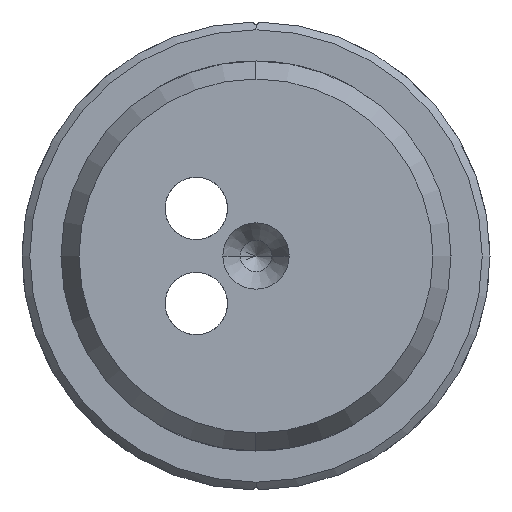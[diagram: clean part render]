
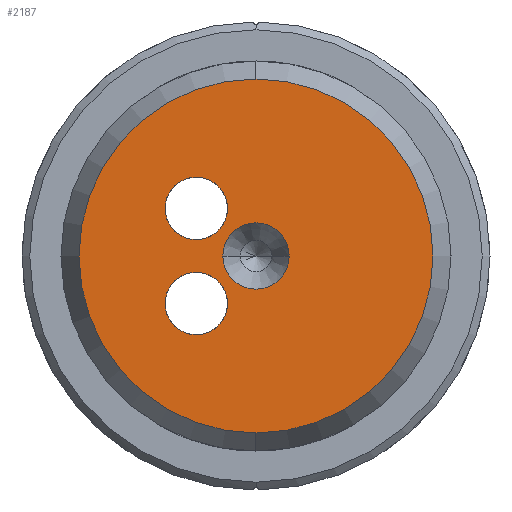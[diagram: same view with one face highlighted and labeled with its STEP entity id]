
A CAD part, left-side view. The second image highlights one B-rep face of the part: STEP entity #2187.
In plain terms, the highlighted planar face has unit normal (-1, 0, 0).
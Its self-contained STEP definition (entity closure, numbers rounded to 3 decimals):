
#158 = VERTEX_POINT ( 'NONE', #2858 ) ;
#181 = CIRCLE ( 'NONE', #2586, 2. ) ;
#207 = FACE_BOUND ( 'NONE', #1932, .T. ) ;
#235 = DIRECTION ( 'NONE',  ( 0., 0., -1. ) ) ;
#351 = AXIS2_PLACEMENT_3D ( 'NONE', #876, #2082, #3275 ) ;
#370 = VERTEX_POINT ( 'NONE', #3586 ) ;
#422 = AXIS2_PLACEMENT_3D ( 'NONE', #2602, #3789, #1111 ) ;
#431 = ORIENTED_EDGE ( 'NONE', *, *, #756, .F. ) ;
#441 = DIRECTION ( 'NONE',  ( -1., 0., 0. ) ) ;
#461 = CARTESIAN_POINT ( 'NONE',  ( -129., 3.828, 1.05 ) ) ;
#482 = CIRCLE ( 'NONE', #1743, 2. ) ;
#497 = FACE_BOUND ( 'NONE', #3415, .T. ) ;
#517 = ORIENTED_EDGE ( 'NONE', *, *, #3423, .T. ) ;
#610 = AXIS2_PLACEMENT_3D ( 'NONE', #1189, #1516, #2714 ) ;
#673 = CIRCLE ( 'NONE', #610, 2. ) ;
#683 = DIRECTION ( 'NONE',  ( 0., 0., -1. ) ) ;
#692 = DIRECTION ( 'NONE',  ( 1., 0., 0. ) ) ;
#742 = EDGE_CURVE ( 'NONE', #1702, #370, #1422, .T. ) ;
#756 = EDGE_CURVE ( 'NONE', #3631, #2573, #1347, .T. ) ;
#876 = CARTESIAN_POINT ( 'NONE',  ( -129., 0., 0. ) ) ;
#887 = DIRECTION ( 'NONE',  ( 1., 0., 0. ) ) ;
#1111 = DIRECTION ( 'NONE',  ( 0., 0., -1. ) ) ;
#1189 = CARTESIAN_POINT ( 'NONE',  ( -129., 3.828, -3.05 ) ) ;
#1202 = ORIENTED_EDGE ( 'NONE', *, *, #2612, .T. ) ;
#1206 = EDGE_LOOP ( 'NONE', ( #3732, #2826 ) ) ;
#1284 = AXIS2_PLACEMENT_3D ( 'NONE', #1724, #2930, #235 ) ;
#1288 = AXIS2_PLACEMENT_3D ( 'NONE', #1437, #2630, #3817 ) ;
#1347 = CIRCLE ( 'NONE', #1288, 2. ) ;
#1402 = PLANE ( 'NONE',  #422 ) ;
#1422 = CIRCLE ( 'NONE', #1284, 11.345 ) ;
#1434 = CIRCLE ( 'NONE', #3617, 2.125 ) ;
#1437 = CARTESIAN_POINT ( 'NONE',  ( -129., 3.828, -3.05 ) ) ;
#1516 = DIRECTION ( 'NONE',  ( -1., 0., 0. ) ) ;
#1539 = ORIENTED_EDGE ( 'NONE', *, *, #2698, .T. ) ;
#1576 = CARTESIAN_POINT ( 'NONE',  ( -129., 2.125, 0. ) ) ;
#1578 = EDGE_CURVE ( 'NONE', #158, #3105, #3360, .T. ) ;
#1641 = DIRECTION ( 'NONE',  ( 0., 0., -1. ) ) ;
#1700 = FACE_BOUND ( 'NONE', #2024, .T. ) ;
#1702 = VERTEX_POINT ( 'NONE', #2487 ) ;
#1724 = CARTESIAN_POINT ( 'NONE',  ( -129., 0., 0. ) ) ;
#1743 = AXIS2_PLACEMENT_3D ( 'NONE', #3677, #692, #1898 ) ;
#1898 = DIRECTION ( 'NONE',  ( 0., 0., -1. ) ) ;
#1932 = EDGE_LOOP ( 'NONE', ( #3802, #1202 ) ) ;
#1936 = AXIS2_PLACEMENT_3D ( 'NONE', #3139, #441, #1641 ) ;
#2024 = EDGE_LOOP ( 'NONE', ( #517, #1539 ) ) ;
#2082 = DIRECTION ( 'NONE',  ( 1., 0., 0. ) ) ;
#2093 = DIRECTION ( 'NONE',  ( 0., 1., 0. ) ) ;
#2185 = CARTESIAN_POINT ( 'NONE',  ( -129., 3.828, 3.05 ) ) ;
#2187 = ADVANCED_FACE ( 'NONE', ( #497, #1700, #2904, #207 ), #1402, .F. ) ;
#2248 = CIRCLE ( 'NONE', #1936, 11.345 ) ;
#2487 = CARTESIAN_POINT ( 'NONE',  ( -129., 0., 11.345 ) ) ;
#2573 = VERTEX_POINT ( 'NONE', #3561 ) ;
#2586 = AXIS2_PLACEMENT_3D ( 'NONE', #2185, #3380, #683 ) ;
#2602 = CARTESIAN_POINT ( 'NONE',  ( -129., 12.5, 0. ) ) ;
#2612 = EDGE_CURVE ( 'NONE', #3105, #158, #1434, .T. ) ;
#2630 = DIRECTION ( 'NONE',  ( -1., 0., 0. ) ) ;
#2691 = CARTESIAN_POINT ( 'NONE',  ( -129., 3.828, 5.05 ) ) ;
#2698 = EDGE_CURVE ( 'NONE', #3342, #3831, #482, .T. ) ;
#2714 = DIRECTION ( 'NONE',  ( 0., 0., 1. ) ) ;
#2732 = EDGE_CURVE ( 'NONE', #370, #1702, #2248, .T. ) ;
#2826 = ORIENTED_EDGE ( 'NONE', *, *, #742, .T. ) ;
#2858 = CARTESIAN_POINT ( 'NONE',  ( -129., -2.125, 0. ) ) ;
#2904 = FACE_OUTER_BOUND ( 'NONE', #1206, .T. ) ;
#2930 = DIRECTION ( 'NONE',  ( -1., 0., 0. ) ) ;
#2988 = CARTESIAN_POINT ( 'NONE',  ( -129., 3.828, -1.05 ) ) ;
#3014 = ORIENTED_EDGE ( 'NONE', *, *, #3353, .F. ) ;
#3105 = VERTEX_POINT ( 'NONE', #1576 ) ;
#3139 = CARTESIAN_POINT ( 'NONE',  ( -129., 0., 0. ) ) ;
#3275 = DIRECTION ( 'NONE',  ( 0., 1., 0. ) ) ;
#3342 = VERTEX_POINT ( 'NONE', #2691 ) ;
#3353 = EDGE_CURVE ( 'NONE', #2573, #3631, #673, .T. ) ;
#3360 = CIRCLE ( 'NONE', #351, 2.125 ) ;
#3380 = DIRECTION ( 'NONE',  ( 1., 0., 0. ) ) ;
#3415 = EDGE_LOOP ( 'NONE', ( #3014, #431 ) ) ;
#3423 = EDGE_CURVE ( 'NONE', #3831, #3342, #181, .T. ) ;
#3561 = CARTESIAN_POINT ( 'NONE',  ( -129., 3.828, -5.05 ) ) ;
#3576 = CARTESIAN_POINT ( 'NONE',  ( -129., 0., 0. ) ) ;
#3586 = CARTESIAN_POINT ( 'NONE',  ( -129., 0., -11.345 ) ) ;
#3617 = AXIS2_PLACEMENT_3D ( 'NONE', #3576, #887, #2093 ) ;
#3631 = VERTEX_POINT ( 'NONE', #2988 ) ;
#3677 = CARTESIAN_POINT ( 'NONE',  ( -129., 3.828, 3.05 ) ) ;
#3732 = ORIENTED_EDGE ( 'NONE', *, *, #2732, .T. ) ;
#3789 = DIRECTION ( 'NONE',  ( 1., 0., 0. ) ) ;
#3802 = ORIENTED_EDGE ( 'NONE', *, *, #1578, .T. ) ;
#3817 = DIRECTION ( 'NONE',  ( 0., 0., 1. ) ) ;
#3831 = VERTEX_POINT ( 'NONE', #461 ) ;
